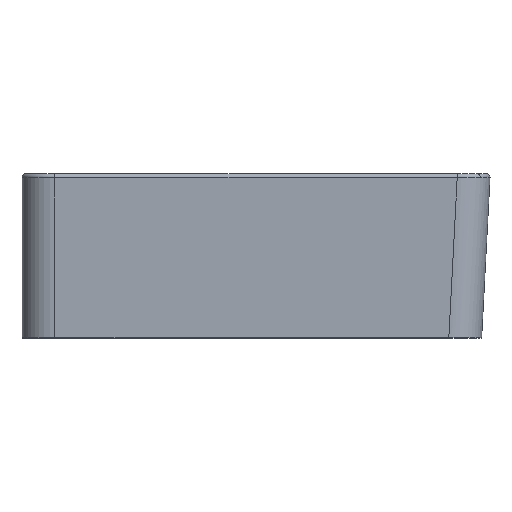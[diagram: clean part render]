
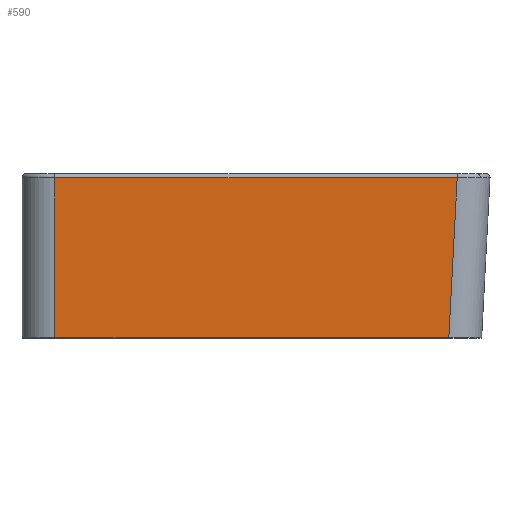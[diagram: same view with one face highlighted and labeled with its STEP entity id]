
A CAD part, top view. The second image highlights one B-rep face of the part: STEP entity #590.
In plain terms, the highlighted planar face has unit normal (0, -0.052, 0.999).
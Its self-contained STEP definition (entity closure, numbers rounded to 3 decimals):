
#528 = VERTEX_POINT ( 'NONE', #4550 ) ;
#590 = ADVANCED_FACE ( 'NONE', ( #4865 ), #4863, .T. ) ;
#591 = EDGE_LOOP ( 'NONE', ( #592, #595, #598, #654 ) ) ;
#592 = ORIENTED_EDGE ( 'NONE', *, *, #593, .T. ) ;
#593 = EDGE_CURVE ( 'NONE', #594, #528, #4828, .T. ) ;
#594 = VERTEX_POINT ( 'NONE', #4896 ) ;
#595 = ORIENTED_EDGE ( 'NONE', *, *, #596, .T. ) ;
#596 = EDGE_CURVE ( 'NONE', #528, #597, #4895, .T. ) ;
#597 = VERTEX_POINT ( 'NONE', #4891 ) ;
#598 = ORIENTED_EDGE ( 'NONE', *, *, #599, .T. ) ;
#599 = EDGE_CURVE ( 'NONE', #597, #600, #4890, .T. ) ;
#600 = VERTEX_POINT ( 'NONE', #4886 ) ;
#654 = ORIENTED_EDGE ( 'NONE', *, *, #655, .T. ) ;
#655 = EDGE_CURVE ( 'NONE', #600, #594, #4969, .T. ) ;
#4550 = CARTESIAN_POINT ( 'NONE',  ( 40.978, -0.526, 20.972 ) ) ;
#4828 = LINE ( 'NONE', #4899, #4898 ) ;
#4829 = DIRECTION ( 'NONE',  ( 0., -0.999, -0.052 ) ) ;
#4830 = DIRECTION ( 'NONE',  ( 0., -0.052, 0.999 ) ) ;
#4831 = CARTESIAN_POINT ( 'NONE',  ( 45., 0., 21. ) ) ;
#4832 = AXIS2_PLACEMENT_3D ( 'NONE', #4831, #4830, #4829 ) ;
#4863 = PLANE ( 'NONE',  #4832 ) ;
#4865 = FACE_OUTER_BOUND ( 'NONE', #591, .T. ) ;
#4886 = CARTESIAN_POINT ( 'NONE',  ( -8., -20., 19.952 ) ) ;
#4887 = DIRECTION ( 'NONE',  ( 0., -0.999, -0.052 ) ) ;
#4888 = VECTOR ( 'NONE', #4887, 1000. ) ;
#4889 = CARTESIAN_POINT ( 'NONE',  ( -8., 0., 21. ) ) ;
#4890 = LINE ( 'NONE', #4889, #4888 ) ;
#4891 = CARTESIAN_POINT ( 'NONE',  ( -8., -0.526, 20.972 ) ) ;
#4892 = DIRECTION ( 'NONE',  ( -1., 0., 0. ) ) ;
#4893 = VECTOR ( 'NONE', #4892, 1000. ) ;
#4894 = CARTESIAN_POINT ( 'NONE',  ( 45., -0.526, 20.972 ) ) ;
#4895 = LINE ( 'NONE', #4894, #4893 ) ;
#4896 = CARTESIAN_POINT ( 'NONE',  ( 39.957, -20., 19.952 ) ) ;
#4897 = DIRECTION ( 'NONE',  ( 0.052, 0.997, 0.052 ) ) ;
#4898 = VECTOR ( 'NONE', #4897, 1000. ) ;
#4899 = CARTESIAN_POINT ( 'NONE',  ( 41.016, 0.208, 21.011 ) ) ;
#4966 = DIRECTION ( 'NONE',  ( 1., 0., 0. ) ) ;
#4967 = VECTOR ( 'NONE', #4966, 1000. ) ;
#4968 = CARTESIAN_POINT ( 'NONE',  ( 0., -20., 19.952 ) ) ;
#4969 = LINE ( 'NONE', #4968, #4967 ) ;
